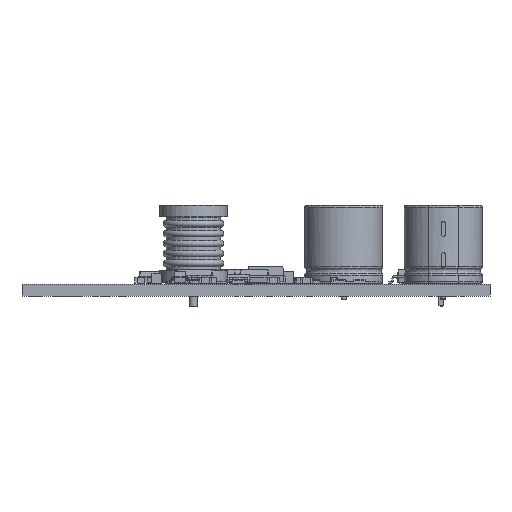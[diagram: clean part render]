
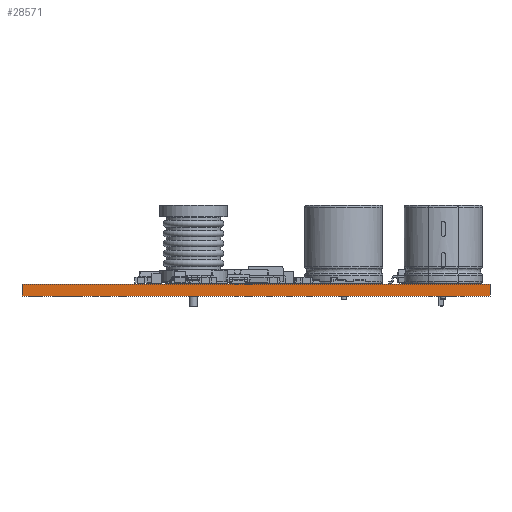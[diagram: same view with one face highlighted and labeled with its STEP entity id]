
A CAD part, front view. The second image highlights one B-rep face of the part: STEP entity #28571.
In plain terms, the highlighted planar face has unit normal (0, -1, 0).
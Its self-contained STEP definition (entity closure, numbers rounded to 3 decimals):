
#28571 = ADVANCED_FACE('',(#28572),#28606,.T.);
#28572 = FACE_BOUND('',#28573,.T.);
#28573 = EDGE_LOOP('',(#28574,#28584,#28592,#28600));
#28574 = ORIENTED_EDGE('',*,*,#28575,.T.);
#28575 = EDGE_CURVE('',#28576,#28578,#28580,.T.);
#28576 = VERTEX_POINT('',#28577);
#28577 = CARTESIAN_POINT('',(154.,-144.5,0.));
#28578 = VERTEX_POINT('',#28579);
#28579 = CARTESIAN_POINT('',(154.,-144.5,1.524));
#28580 = LINE('',#28581,#28582);
#28581 = CARTESIAN_POINT('',(154.,-144.5,0.));
#28582 = VECTOR('',#28583,1.);
#28583 = DIRECTION('',(0.,0.,1.));
#28584 = ORIENTED_EDGE('',*,*,#28585,.T.);
#28585 = EDGE_CURVE('',#28578,#28586,#28588,.T.);
#28586 = VERTEX_POINT('',#28587);
#28587 = CARTESIAN_POINT('',(94.,-144.5,1.524));
#28588 = LINE('',#28589,#28590);
#28589 = CARTESIAN_POINT('',(154.,-144.5,1.524));
#28590 = VECTOR('',#28591,1.);
#28591 = DIRECTION('',(-1.,0.,0.));
#28592 = ORIENTED_EDGE('',*,*,#28593,.F.);
#28593 = EDGE_CURVE('',#28594,#28586,#28596,.T.);
#28594 = VERTEX_POINT('',#28595);
#28595 = CARTESIAN_POINT('',(94.,-144.5,0.));
#28596 = LINE('',#28597,#28598);
#28597 = CARTESIAN_POINT('',(94.,-144.5,0.));
#28598 = VECTOR('',#28599,1.);
#28599 = DIRECTION('',(0.,0.,1.));
#28600 = ORIENTED_EDGE('',*,*,#28601,.F.);
#28601 = EDGE_CURVE('',#28576,#28594,#28602,.T.);
#28602 = LINE('',#28603,#28604);
#28603 = CARTESIAN_POINT('',(154.,-144.5,0.));
#28604 = VECTOR('',#28605,1.);
#28605 = DIRECTION('',(-1.,0.,0.));
#28606 = PLANE('',#28607);
#28607 = AXIS2_PLACEMENT_3D('',#28608,#28609,#28610);
#28608 = CARTESIAN_POINT('',(154.,-144.5,0.));
#28609 = DIRECTION('',(0.,-1.,0.));
#28610 = DIRECTION('',(-1.,0.,0.));
